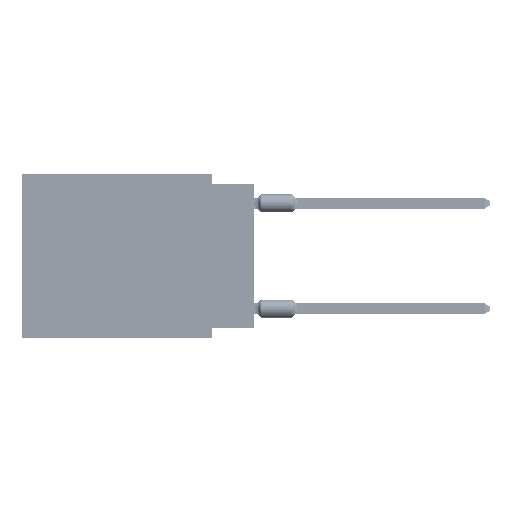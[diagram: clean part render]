
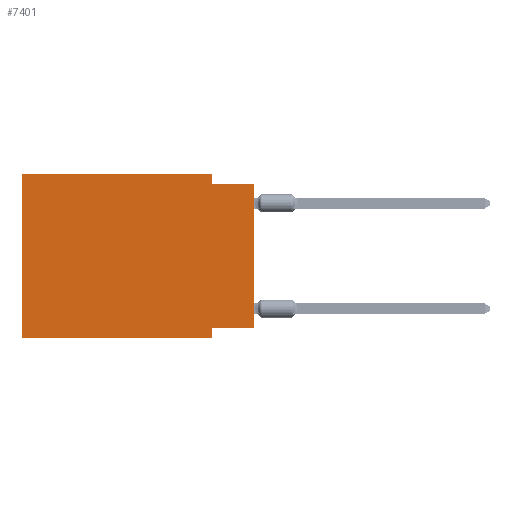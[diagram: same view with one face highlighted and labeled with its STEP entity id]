
A CAD part, left-side view. The second image highlights one B-rep face of the part: STEP entity #7401.
In plain terms, the highlighted planar face has unit normal (-1, 0, 0).
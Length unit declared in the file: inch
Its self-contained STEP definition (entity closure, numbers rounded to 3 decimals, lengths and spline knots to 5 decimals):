
#1642 = ORIENTED_EDGE ( 'NONE', *, *, #10095, .F. ) ;
#2436 = VECTOR ( 'NONE', #71479, 39.37008 ) ;
#2462 = DIRECTION ( 'NONE',  ( 0., -1., 0. ) ) ;
#3719 = ORIENTED_EDGE ( 'NONE', *, *, #70300, .T. ) ;
#3968 = EDGE_LOOP ( 'NONE', ( #16733, #1642, #59770, #26505, #5332, #3719, #53718, #42304 ) ) ;
#4338 = VECTOR ( 'NONE', #13349, 39.37008 ) ;
#5332 = ORIENTED_EDGE ( 'NONE', *, *, #76291, .F. ) ;
#5991 = VERTEX_POINT ( 'NONE', #50100 ) ;
#7401 = ADVANCED_FACE ( 'NONE', ( #38867 ), #56297, .F. ) ;
#7576 = DIRECTION ( 'NONE',  ( 1., 0., 0. ) ) ;
#8343 = CARTESIAN_POINT ( 'NONE',  ( 0., 0.55, 0. ) ) ;
#8603 = CARTESIAN_POINT ( 'NONE',  ( 0., 0.1, -0.365 ) ) ;
#10095 = EDGE_CURVE ( 'NONE', #55119, #65223, #59491, .T. ) ;
#13349 = DIRECTION ( 'NONE',  ( 0., 0., -1. ) ) ;
#14026 = AXIS2_PLACEMENT_3D ( 'NONE', #26230, #7576, #51016 ) ;
#15462 = EDGE_CURVE ( 'NONE', #32636, #55119, #52604, .T. ) ;
#15528 = VECTOR ( 'NONE', #24231, 39.37008 ) ;
#16733 = ORIENTED_EDGE ( 'NONE', *, *, #23715, .T. ) ;
#16783 = VERTEX_POINT ( 'NONE', #56401 ) ;
#17750 = LINE ( 'NONE', #18151, #15528 ) ;
#18151 = CARTESIAN_POINT ( 'NONE',  ( 0., 0.1, -0.39 ) ) ;
#22344 = LINE ( 'NONE', #65813, #2436 ) ;
#23715 = EDGE_CURVE ( 'NONE', #5991, #65223, #27341, .T. ) ;
#24231 = DIRECTION ( 'NONE',  ( 0., 0., -1. ) ) ;
#26230 = CARTESIAN_POINT ( 'NONE',  ( 0., 0.55, 0. ) ) ;
#26505 = ORIENTED_EDGE ( 'NONE', *, *, #71265, .F. ) ;
#27341 = LINE ( 'NONE', #76873, #68947 ) ;
#28488 = CARTESIAN_POINT ( 'NONE',  ( 0., 0., -0.025 ) ) ;
#32636 = VERTEX_POINT ( 'NONE', #58107 ) ;
#35898 = EDGE_CURVE ( 'NONE', #80030, #16783, #17750, .T. ) ;
#38867 = FACE_OUTER_BOUND ( 'NONE', #3968, .T. ) ;
#40076 = VECTOR ( 'NONE', #78972, 39.37008 ) ;
#41461 = DIRECTION ( 'NONE',  ( 0., 1., 0. ) ) ;
#42304 = ORIENTED_EDGE ( 'NONE', *, *, #52714, .F. ) ;
#46282 = CARTESIAN_POINT ( 'NONE',  ( 0., 0.55, 0. ) ) ;
#46531 = CARTESIAN_POINT ( 'NONE',  ( 0., 0.1, 0. ) ) ;
#47317 = VERTEX_POINT ( 'NONE', #74716 ) ;
#47938 = CARTESIAN_POINT ( 'NONE',  ( 0., 0., -0.365 ) ) ;
#50100 = CARTESIAN_POINT ( 'NONE',  ( 0., 0., -0.365 ) ) ;
#50820 = CARTESIAN_POINT ( 'NONE',  ( 0., 0.1, -0.025 ) ) ;
#51016 = DIRECTION ( 'NONE',  ( 0., 0., -1. ) ) ;
#52357 = LINE ( 'NONE', #46282, #63393 ) ;
#52604 = LINE ( 'NONE', #46531, #4338 ) ;
#52714 = EDGE_CURVE ( 'NONE', #5991, #80030, #65018, .T. ) ;
#53718 = ORIENTED_EDGE ( 'NONE', *, *, #35898, .F. ) ;
#55119 = VERTEX_POINT ( 'NONE', #50820 ) ;
#56297 = PLANE ( 'NONE',  #14026 ) ;
#56401 = CARTESIAN_POINT ( 'NONE',  ( 0., 0.1, -0.39 ) ) ;
#56504 = VECTOR ( 'NONE', #58284, 39.37008 ) ;
#58107 = CARTESIAN_POINT ( 'NONE',  ( 0., 0.1, 0. ) ) ;
#58193 = DIRECTION ( 'NONE',  ( 0., 0., 1. ) ) ;
#58284 = DIRECTION ( 'NONE',  ( 0., 0., 1. ) ) ;
#59491 = LINE ( 'NONE', #72475, #40076 ) ;
#59770 = ORIENTED_EDGE ( 'NONE', *, *, #15462, .F. ) ;
#63393 = VECTOR ( 'NONE', #2462, 39.37008 ) ;
#65018 = LINE ( 'NONE', #47938, #70693 ) ;
#65223 = VERTEX_POINT ( 'NONE', #28488 ) ;
#65813 = CARTESIAN_POINT ( 'NONE',  ( 0., 0.55, -0.39 ) ) ;
#68080 = CARTESIAN_POINT ( 'NONE',  ( 0., 0.55, -0.39 ) ) ;
#68947 = VECTOR ( 'NONE', #58193, 39.37008 ) ;
#70300 = EDGE_CURVE ( 'NONE', #75699, #16783, #22344, .T. ) ;
#70693 = VECTOR ( 'NONE', #41461, 39.37008 ) ;
#71265 = EDGE_CURVE ( 'NONE', #47317, #32636, #52357, .T. ) ;
#71479 = DIRECTION ( 'NONE',  ( 0., -1., 0. ) ) ;
#72475 = CARTESIAN_POINT ( 'NONE',  ( 0., 0., -0.025 ) ) ;
#74716 = CARTESIAN_POINT ( 'NONE',  ( 0., 0.55, 0. ) ) ;
#75699 = VERTEX_POINT ( 'NONE', #68080 ) ;
#76167 = LINE ( 'NONE', #8343, #56504 ) ;
#76291 = EDGE_CURVE ( 'NONE', #75699, #47317, #76167, .T. ) ;
#76873 = CARTESIAN_POINT ( 'NONE',  ( 0., 0., 0. ) ) ;
#78972 = DIRECTION ( 'NONE',  ( 0., -1., 0. ) ) ;
#80030 = VERTEX_POINT ( 'NONE', #8603 ) ;
